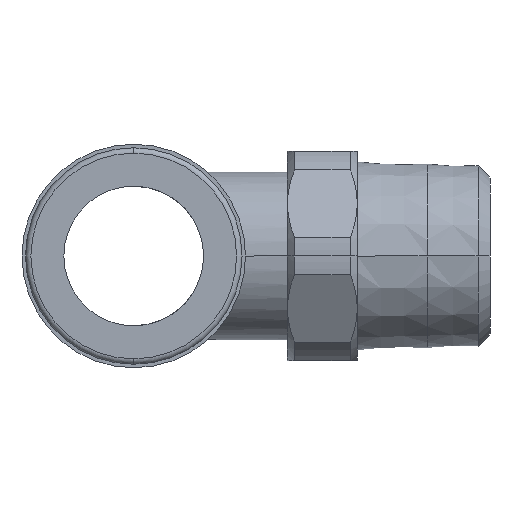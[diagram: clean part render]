
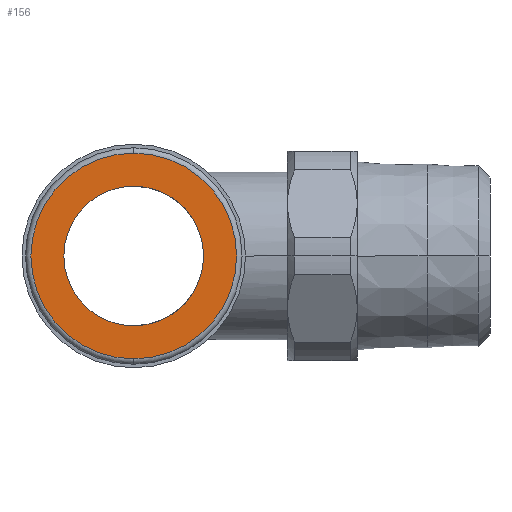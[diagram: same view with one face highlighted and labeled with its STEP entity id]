
A CAD part, left-side view. The second image highlights one B-rep face of the part: STEP entity #156.
In plain terms, the highlighted planar face has unit normal (-1, 0, 0).
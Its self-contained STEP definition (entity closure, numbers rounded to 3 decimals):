
#156=ADVANCED_FACE('',(#398,#399),#400,.T.);
#398=FACE_BOUND('',#651,.T.);
#399=FACE_OUTER_BOUND('',#652,.T.);
#400=PLANE('',#653);
#651=EDGE_LOOP('',(#1550,#1551));
#652=EDGE_LOOP('',(#1552,#1553,#1554));
#653=AXIS2_PLACEMENT_3D('',#1555,#1556,#1557);
#1550=ORIENTED_EDGE('',*,*,#1744,.T.);
#1551=ORIENTED_EDGE('',*,*,#1835,.T.);
#1552=ORIENTED_EDGE('',*,*,#1913,.T.);
#1553=ORIENTED_EDGE('',*,*,#1661,.T.);
#1554=ORIENTED_EDGE('',*,*,#1914,.T.);
#1555=CARTESIAN_POINT('',(-26.8,3.681,0.));
#1556=DIRECTION('',(-1.0,0.,0.));
#1557=DIRECTION('',(0.,1.0,0.));
#1661=EDGE_CURVE('',#1984,#1990,#1992,.T.);
#1744=EDGE_CURVE('',#2146,#2143,#2147,.T.);
#1835=EDGE_CURVE('',#2143,#2146,#2291,.T.);
#1913=EDGE_CURVE('',#2400,#1984,#2401,.T.);
#1914=EDGE_CURVE('',#1990,#2400,#2402,.T.);
#1984=VERTEX_POINT('',#2494);
#1990=VERTEX_POINT('',#2500);
#1992=CIRCLE('',#2502,7.363);
#2143=VERTEX_POINT('',#2745);
#2146=VERTEX_POINT('',#2749);
#2147=CIRCLE('',#2750,5.0);
#2291=CIRCLE('',#3202,5.0);
#2400=VERTEX_POINT('',#3541);
#2401=CIRCLE('',#3542,7.363);
#2402=CIRCLE('',#3543,7.363);
#2494=CARTESIAN_POINT('',(-26.8,0.,-7.363));
#2500=CARTESIAN_POINT('',(-26.8,0.,7.363));
#2502=AXIS2_PLACEMENT_3D('',#3645,#3646,#3647);
#2745=CARTESIAN_POINT('',(-26.8,0.0,-5.0));
#2749=CARTESIAN_POINT('',(-26.8,0.0,5.0));
#2750=AXIS2_PLACEMENT_3D('',#3810,#3811,#3812);
#3202=AXIS2_PLACEMENT_3D('',#3936,#3937,#3938);
#3541=CARTESIAN_POINT('',(-26.8,7.363,0.));
#3542=AXIS2_PLACEMENT_3D('',#4090,#4091,#4092);
#3543=AXIS2_PLACEMENT_3D('',#4093,#4094,#4095);
#3645=CARTESIAN_POINT('',(-26.8,0.,0.));
#3646=DIRECTION('',(-1.0,0.,0.));
#3647=DIRECTION('',(0.,1.0,0.));
#3810=CARTESIAN_POINT('',(-26.8,0.0,0.0));
#3811=DIRECTION('',(1.0,0.,0.));
#3812=DIRECTION('',(0.0,0.,-1.0));
#3936=CARTESIAN_POINT('',(-26.8,0.0,0.0));
#3937=DIRECTION('',(1.0,0.,0.));
#3938=DIRECTION('',(0.0,0.,-1.0));
#4090=CARTESIAN_POINT('',(-26.8,0.,0.));
#4091=DIRECTION('',(-1.0,0.,0.));
#4092=DIRECTION('',(0.,1.0,0.));
#4093=CARTESIAN_POINT('',(-26.8,0.,0.));
#4094=DIRECTION('',(-1.0,0.,0.));
#4095=DIRECTION('',(0.,1.0,0.));
